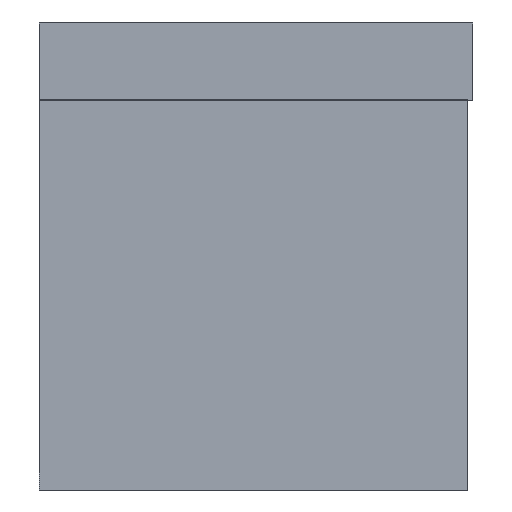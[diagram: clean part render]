
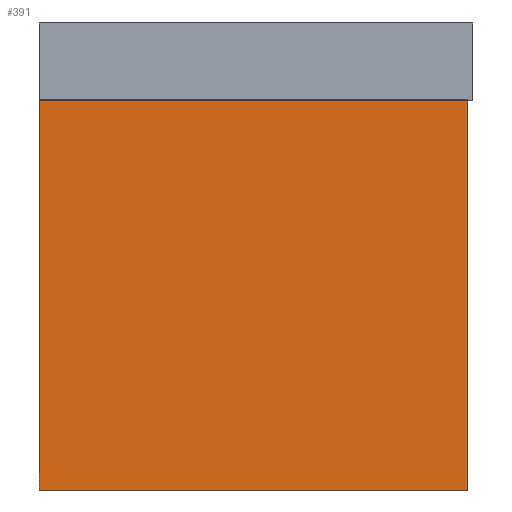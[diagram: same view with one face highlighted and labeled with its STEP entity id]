
A CAD part, left-side view. The second image highlights one B-rep face of the part: STEP entity #391.
In plain terms, the highlighted face is planar.
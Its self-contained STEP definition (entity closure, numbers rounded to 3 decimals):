
#391=ADVANCED_FACE('',(#722),#5665,.T.);
#722=FACE_OUTER_BOUND('',#1053,.T.);
#1053=EDGE_LOOP('',(#1983,#1984,#1985,#1986));
#1983=ORIENTED_EDGE('',*,*,#3496,.F.);
#1984=ORIENTED_EDGE('',*,*,#3497,.F.);
#1985=ORIENTED_EDGE('',*,*,#3498,.F.);
#1986=ORIENTED_EDGE('',*,*,#3495,.F.);
#3495=EDGE_CURVE('',#5247,#5248,#4667,.T.);
#3496=EDGE_CURVE('',#5249,#5247,#4668,.T.);
#3497=EDGE_CURVE('',#5250,#5249,#4669,.T.);
#3498=EDGE_CURVE('',#5248,#5250,#4670,.T.);
#4667=B_SPLINE_CURVE_WITH_KNOTS('',1,(#8357,#8358),.UNSPECIFIED.,.F.,.F.,
(2,2),(-450.,0.),.UNSPECIFIED.);
#4668=B_SPLINE_CURVE_WITH_KNOTS('',1,(#8359,#8360),.UNSPECIFIED.,.F.,.F.,
(2,2),(-494.,0.),.UNSPECIFIED.);
#4669=B_SPLINE_CURVE_WITH_KNOTS('',1,(#8361,#8362),.UNSPECIFIED.,.F.,.F.,
(2,2),(-450.,0.),.UNSPECIFIED.);
#4670=B_SPLINE_CURVE_WITH_KNOTS('',1,(#8363,#8364),.UNSPECIFIED.,.F.,.F.,
(2,2),(-494.,0.),.UNSPECIFIED.);
#5247=VERTEX_POINT('',#8349);
#5248=VERTEX_POINT('',#8350);
#5249=VERTEX_POINT('',#8351);
#5250=VERTEX_POINT('',#8352);
#5665=PLANE('',#6335);
#6335=AXIS2_PLACEMENT_3D('',#8343,#6706,$);
#6706=DIRECTION('',(1.,0.,0.));
#8343=CARTESIAN_POINT('',(8.,270.,-49.4));
#8349=CARTESIAN_POINT('',(8.,225.,0.));
#8350=CARTESIAN_POINT('',(8.,-225.,0.));
#8351=CARTESIAN_POINT('',(8.,225.,494.));
#8352=CARTESIAN_POINT('',(8.,-225.,494.));
#8357=CARTESIAN_POINT('',(8.,225.,0.));
#8358=CARTESIAN_POINT('',(8.,-225.,0.));
#8359=CARTESIAN_POINT('',(8.,225.,494.));
#8360=CARTESIAN_POINT('',(8.,225.,0.));
#8361=CARTESIAN_POINT('',(8.,-225.,494.));
#8362=CARTESIAN_POINT('',(8.,225.,494.));
#8363=CARTESIAN_POINT('',(8.,-225.,0.));
#8364=CARTESIAN_POINT('',(8.,-225.,494.));
